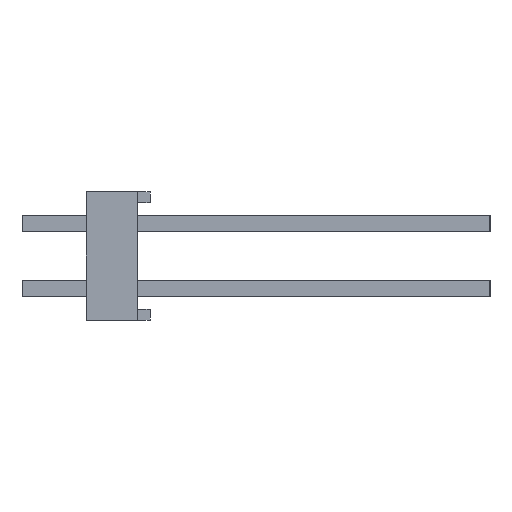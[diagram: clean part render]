
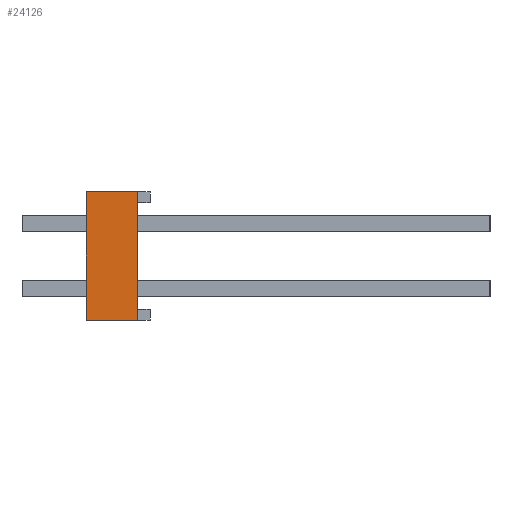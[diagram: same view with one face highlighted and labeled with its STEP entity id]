
A CAD part, left-side view. The second image highlights one B-rep face of the part: STEP entity #24126.
In plain terms, the highlighted planar face has unit normal (-1, 0, 0).
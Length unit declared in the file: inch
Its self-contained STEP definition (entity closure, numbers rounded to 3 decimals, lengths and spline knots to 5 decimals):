
#2955=ORIENTED_EDGE('',*,*,#9197,.F.);
#2956=ORIENTED_EDGE('',*,*,#8033,.F.);
#2957=ORIENTED_EDGE('',*,*,#9198,.F.);
#2958=ORIENTED_EDGE('',*,*,#8212,.T.);
#8033=EDGE_CURVE('',#11247,#11248,#13617,.T.);
#8212=EDGE_CURVE('',#11363,#11362,#13796,.T.);
#9197=EDGE_CURVE('',#11248,#11362,#14781,.T.);
#9198=EDGE_CURVE('',#11363,#11247,#14782,.T.);
#11247=VERTEX_POINT('',#34461);
#11248=VERTEX_POINT('',#34463);
#11362=VERTEX_POINT('',#34772);
#11363=VERTEX_POINT('',#34774);
#13617=LINE('',#34462,#17057);
#13796=LINE('',#34773,#17236);
#14781=LINE('',#36696,#18221);
#14782=LINE('',#36697,#18222);
#17057=VECTOR('',#27705,39.37008);
#17236=VECTOR('',#27918,39.37008);
#18221=VECTOR('',#29619,39.37008);
#18222=VECTOR('',#29620,39.37008);
#19942=EDGE_LOOP('',(#2955,#2956,#2957,#2958));
#21382=FACE_BOUND('',#19942,.T.);
#22822=PLANE('',#25456);
#24126=ADVANCED_FACE('',(#21382),#22822,.F.);
#25456=AXIS2_PLACEMENT_3D('',#36695,#29617,#29618);
#27705=DIRECTION('',(0.,-1.,0.));
#27918=DIRECTION('',(0.,-1.,0.));
#29617=DIRECTION('',(1.,0.,0.));
#29618=DIRECTION('',(0.,0.,-1.));
#29619=DIRECTION('',(0.,0.,-1.));
#29620=DIRECTION('',(0.,0.,1.));
#34461=CARTESIAN_POINT('',(-0.85,0.1,0.1));
#34462=CARTESIAN_POINT('',(-0.85,0.1,0.1));
#34463=CARTESIAN_POINT('',(-0.85,0.02,0.1));
#34772=CARTESIAN_POINT('',(-0.85,0.02,-0.1));
#34773=CARTESIAN_POINT('',(-0.85,0.1,-0.1));
#34774=CARTESIAN_POINT('',(-0.85,0.1,-0.1));
#36695=CARTESIAN_POINT('',(-0.85,0.1,-0.1));
#36696=CARTESIAN_POINT('',(-0.85,0.02,-0.1));
#36697=CARTESIAN_POINT('',(-0.85,0.1,-0.1));
